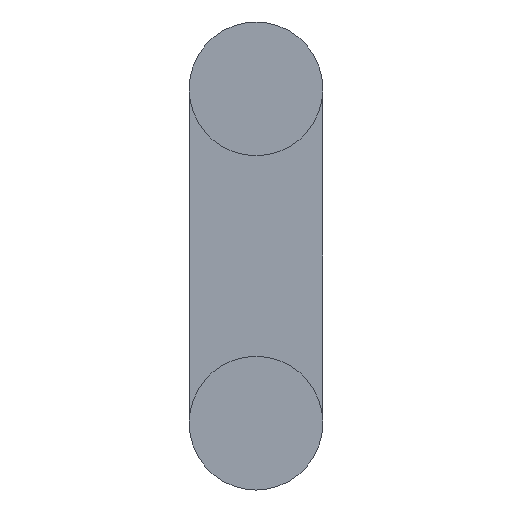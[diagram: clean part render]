
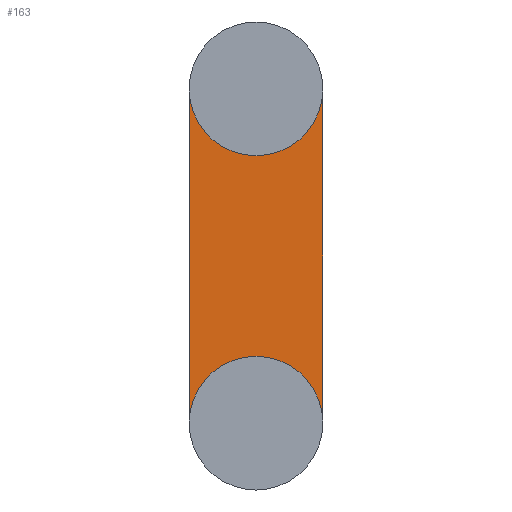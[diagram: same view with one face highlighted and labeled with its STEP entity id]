
A CAD part, left-side view. The second image highlights one B-rep face of the part: STEP entity #163.
In plain terms, the highlighted planar face has unit normal (-1, 0, 0).
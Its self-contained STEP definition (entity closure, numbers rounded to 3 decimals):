
#25=LINE('',#295,#36);
#26=LINE('',#296,#37);
#36=VECTOR('',#247,10.);
#37=VECTOR('',#248,10.);
#47=FACE_OUTER_BOUND('',#58,.T.);
#58=EDGE_LOOP('',(#135,#136,#137,#138,#139));
#64=CIRCLE('',#186,2.);
#67=CIRCLE('',#191,2.);
#70=CIRCLE('',#194,2.);
#74=VERTEX_POINT('',#264);
#75=VERTEX_POINT('',#265);
#79=VERTEX_POINT('',#276);
#80=VERTEX_POINT('',#278);
#84=VERTEX_POINT('',#287);
#89=EDGE_CURVE('',#74,#75,#64,.T.);
#95=EDGE_CURVE('',#80,#79,#67,.T.);
#101=EDGE_CURVE('',#79,#84,#70,.T.);
#104=EDGE_CURVE('',#80,#75,#25,.T.);
#105=EDGE_CURVE('',#84,#74,#26,.T.);
#135=ORIENTED_EDGE('',*,*,#89,.T.);
#136=ORIENTED_EDGE('',*,*,#104,.F.);
#137=ORIENTED_EDGE('',*,*,#95,.T.);
#138=ORIENTED_EDGE('',*,*,#101,.T.);
#139=ORIENTED_EDGE('',*,*,#105,.T.);
#153=PLANE('',#197);
#163=ADVANCED_FACE('',(#47),#153,.T.);
#186=AXIS2_PLACEMENT_3D('',#266,#215,#216);
#191=AXIS2_PLACEMENT_3D('',#279,#228,#229);
#194=AXIS2_PLACEMENT_3D('',#289,#237,#238);
#197=AXIS2_PLACEMENT_3D('',#294,#245,#246);
#215=DIRECTION('center_axis',(1.,0.,0.));
#216=DIRECTION('ref_axis',(0.,0.,-1.));
#228=DIRECTION('center_axis',(1.,0.,0.));
#229=DIRECTION('ref_axis',(0.,0.,-1.));
#237=DIRECTION('center_axis',(1.,0.,0.));
#238=DIRECTION('ref_axis',(0.,0.,-1.));
#245=DIRECTION('center_axis',(-1.,0.,0.));
#246=DIRECTION('ref_axis',(0.,0.,1.));
#247=DIRECTION('',(0.,0.,1.));
#248=DIRECTION('',(0.,0.,1.));
#264=CARTESIAN_POINT('',(0.,0.,0.));
#265=CARTESIAN_POINT('',(0.,4.,0.));
#266=CARTESIAN_POINT('Origin',(0.,2.,0.));
#276=CARTESIAN_POINT('',(0.,2.,-8.));
#278=CARTESIAN_POINT('',(0.,4.,-10.));
#279=CARTESIAN_POINT('Origin',(0.,2.,-10.));
#287=CARTESIAN_POINT('',(0.,0.,-10.));
#289=CARTESIAN_POINT('Origin',(0.,2.,-10.));
#294=CARTESIAN_POINT('Origin',(0.,0.,-10.));
#295=CARTESIAN_POINT('',(0.,4.,-10.));
#296=CARTESIAN_POINT('',(0.,0.,-10.));
